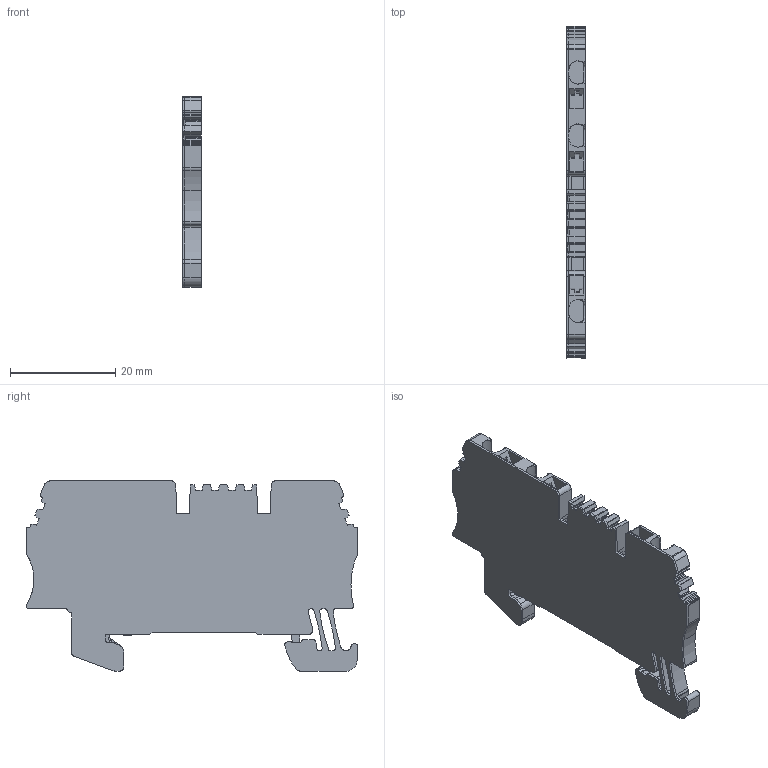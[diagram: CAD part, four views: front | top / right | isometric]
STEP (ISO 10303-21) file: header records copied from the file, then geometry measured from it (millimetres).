
FILE_DESCRIPTION(('CATIA V5R22 STEP214','CAx-IF Rec.Pracs.--- Model Styling and Organization---1.4--- 2014-01-23'),'2;1');
FILE_NAME ('021105-4_0', '2021-04-13T04:54:39+00:00', ('Weidmueller Interface'), ('Weidmueller'), 'CATIA Version 5-6 Release 2016 SP3 HF44', 'CATIA V5 STEP AP214', 'none');
FILE_SCHEMA(('AUTOMOTIVE_DESIGN { 1 0 10303 214 1 1 1 1 }'));
Length unit declared in the file: millimetre
Products named in the file (1): ZPE 1.5/3AN_AllCATPart
Bounding box: 3.5 x 63.14 x 36.25 mm (x, y, z)
Volume: 5620.6 mm3; surface area: 8647.7 mm2
Topology: 6 solids, 6 shells, 648 faces, 1898 edges, 1265 vertices
Faces by surface type: plane 392, cylinder 251, extrusion 4, torus 1
Entity records: 19834 total; most frequent: ORIENTED_EDGE 3796, CARTESIAN_POINT 3792, DIRECTION 2577, EDGE_CURVE 1898, VECTOR 1370, LINE 1366, VERTEX_POINT 1265, AXIS2_PLACEMENT_3D 846
